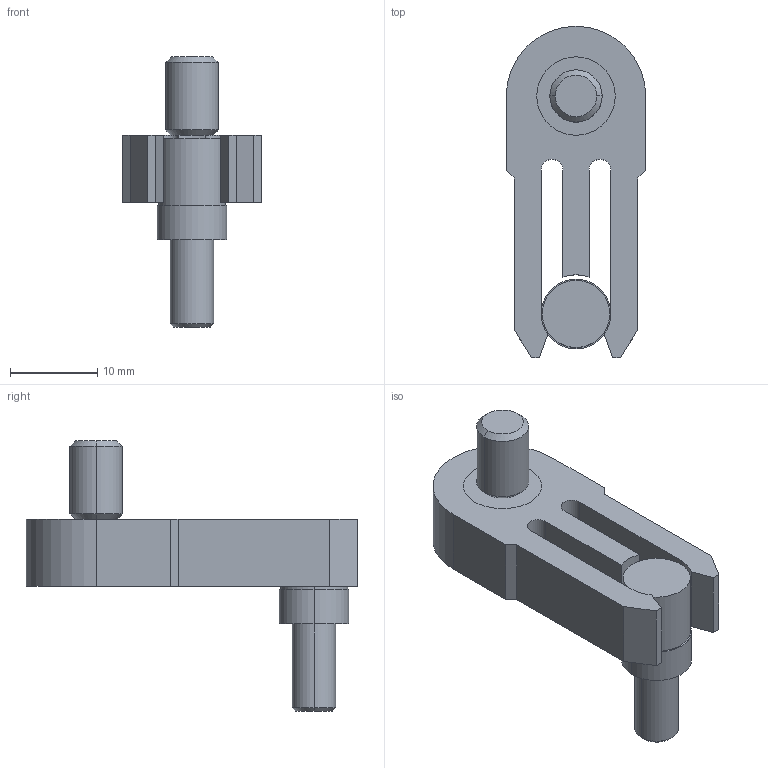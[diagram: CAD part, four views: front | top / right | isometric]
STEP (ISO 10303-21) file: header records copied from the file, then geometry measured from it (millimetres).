
FILE_DESCRIPTION(('no description'),'unknown implementation level');
FILE_NAME('E_3040_2_1.stp',' ',('Meusburger Georg GmbH & Co KG'),('CADClick - KiM GmbH - www.kimweb.de'),'unknown preprocess','ACIS','unknown authorization');
FILE_SCHEMA(('automotive_design'));
Length unit declared in the file: millimetre
Products named in the file (3): E 3040_3; E 3040_16_38_8; E 3040_2
Bounding box: 16 x 38 x 31 mm (x, y, z)
Volume: 3990.3 mm3; surface area: 3448.6 mm2
Topology: 3 solids, 3 shells, 62 faces, 144 edges, 94 vertices
Faces by surface type: plane 34, cylinder 22, cone 6
Entity records: 3530 total; most frequent: DIRECTION 324, STYLED_ITEM 303, PRESENTATION_STYLE_ASSIGNMENT 303, CARTESIAN_POINT 303, COLOUR_RGB 303, ORIENTED_EDGE 288, EDGE_CURVE 144, CURVE_STYLE 144
